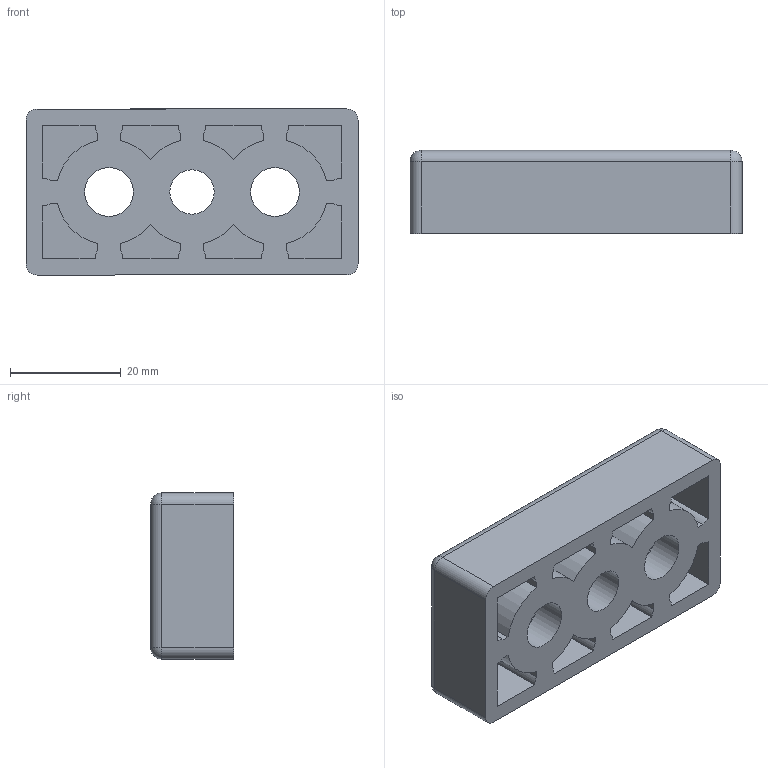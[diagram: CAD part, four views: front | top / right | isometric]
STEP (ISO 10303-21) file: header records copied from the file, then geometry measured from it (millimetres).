
FILE_DESCRIPTION((''),'2;1');
FILE_NAME('AR3832.stp','2018-05-23T11:03:52',('Envy'),(''),'Autodesk Inventor 2013','Autodesk Inventor 2013','');
FILE_SCHEMA(('AUTOMOTIVE_DESIGN { 1 0 10303 214 1 1 1 1 }'));
Length unit declared in the file: millimetre
Products named in the file (1): AR3832
Bounding box: 60 x 15 x 30 mm (x, y, z)
Volume: 17079.6 mm3; surface area: 10389.3 mm2
Topology: 1 solids, 1 shells, 108 faces, 273 edges, 177 vertices
Faces by surface type: plane 60, cylinder 41, sphere 4, cone 3
Full cylindrical faces by diameter (mm): 8 x1, 8.8 x2, 15 x2
Entity records: 3240 total; most frequent: DIRECTION 568, CARTESIAN_POINT 551, ORIENTED_EDGE 530, EDGE_CURVE 265, AXIS2_PLACEMENT_3D 194, VECTOR 180, LINE 180, VERTEX_POINT 177
